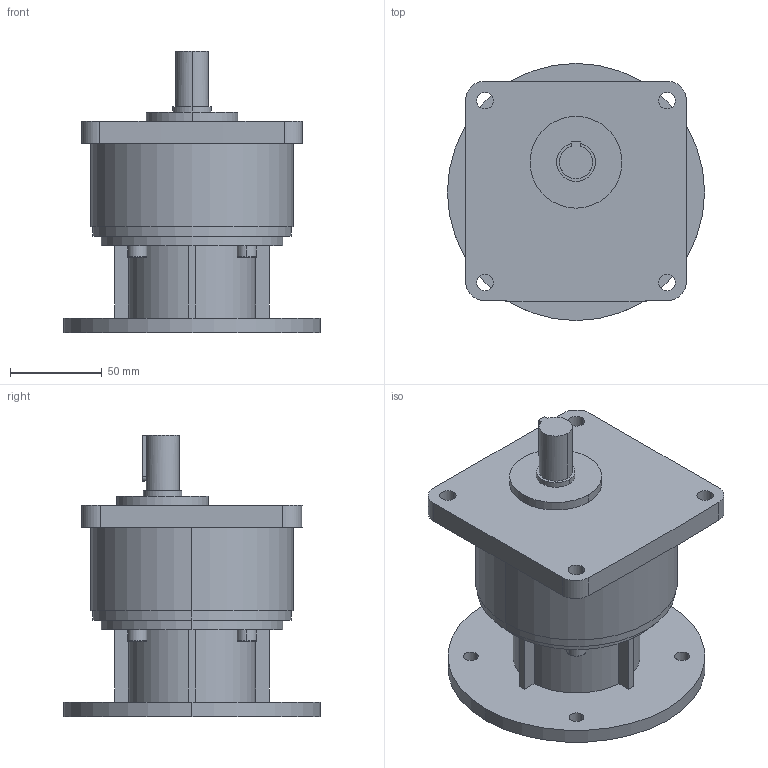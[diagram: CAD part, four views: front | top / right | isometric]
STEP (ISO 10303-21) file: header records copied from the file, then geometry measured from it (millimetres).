
FILE_DESCRIPTION (( 'STEP AP214' ), '1' );
FILE_NAME ('STP_18_200W 1罕4HP_B楊擘_VO梓袧_1.step', '2021-12-06T08:17:58', ( 'IT Division' ), ( 'IT' ), 'SwSTEP 2.0', 'SolidWorks 2016', '' );
FILE_SCHEMA (( 'AUTOMOTIVE_DESIGN' ));
Length unit declared in the file: millimetre
Products named in the file (1): STP_18_200W 1罕4HP_B楊擘_VO梓袧_1
Bounding box: 140 x 140 x 153 mm (x, y, z)
Volume: 966512.9 mm3; surface area: 97339.9 mm2
Topology: 1 solids, 1 shells, 130 faces, 318 edges, 209 vertices
Faces by surface type: plane 66, cylinder 56, torus 8
Entity records: 4212 total; most frequent: DIRECTION 704, CARTESIAN_POINT 688, ORIENTED_EDGE 636, EDGE_CURVE 318, AXIS2_PLACEMENT_3D 257, VERTEX_POINT 209, VECTOR 190, LINE 190
